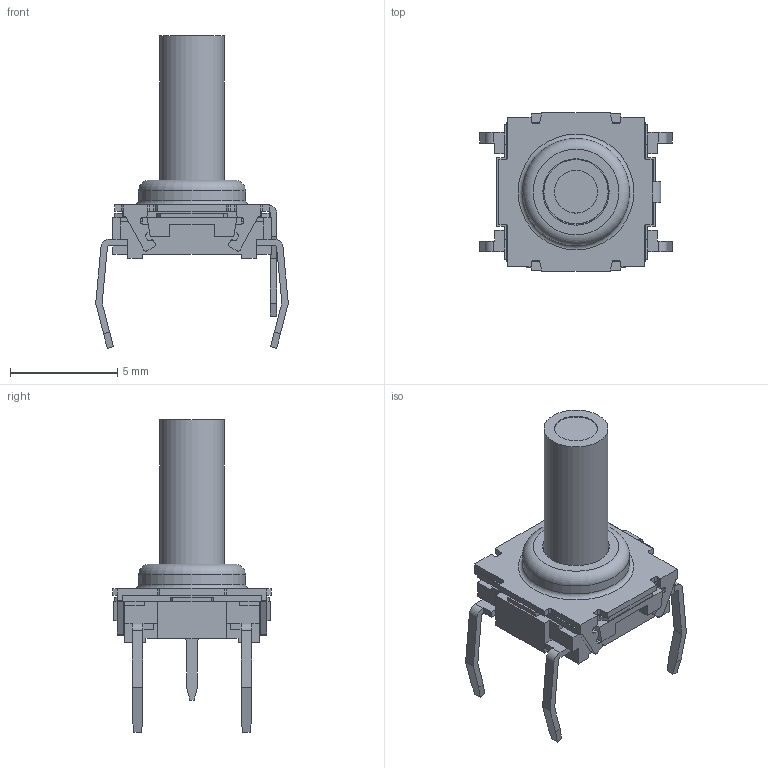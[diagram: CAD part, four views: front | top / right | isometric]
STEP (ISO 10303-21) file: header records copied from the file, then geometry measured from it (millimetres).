
FILE_DESCRIPTION(/* description */ (''),/* implementation_level */ '2;1');
FILE_NAME(/* name */ 'TL6105DFxxxQP.stp',/* time_stamp */ '2025-06-04T12:17:57-05:00',/* author */ ('mroman'),/* organization */ (''),/* preprocessor_version */ 'ST-DEVELOPER v18.1',/* originating_system */ 'Autodesk Inventor 2022',/* authorisation */ '');
FILE_SCHEMA (('AUTOMOTIVE_DESIGN { 1 0 10303 214 3 1 1 }'));
Length unit declared in the file: centimetre
Products named in the file (1): TL6105DFxxxQP
Bounding box: 9 x 7.4 x 14.6 mm (x, y, z)
Volume: 153 mm3; surface area: 452.1 mm2
Topology: 1 solids, 3 shells, 413 faces, 1150 edges, 752 vertices
Faces by surface type: plane 320, cylinder 87, torus 4, cone 1, sphere 1
Full cylindrical faces by diameter (mm): 2 x1, 2.1 x1, 2.25 x1, 3 x1, 3.1 x1, 4 x1, 4.35 x1, 5 x1
Entity records: 13144 total; most frequent: CARTESIAN_POINT 2315, ORIENTED_EDGE 2298, DIRECTION 2183, EDGE_CURVE 1149, LINE 943, VECTOR 943, VERTEX_POINT 752, AXIS2_PLACEMENT_3D 620
